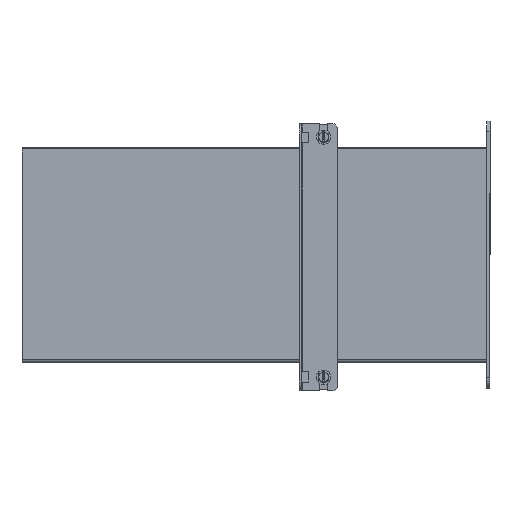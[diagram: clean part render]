
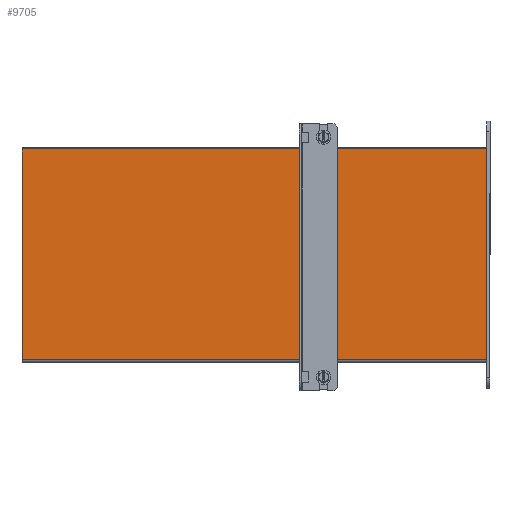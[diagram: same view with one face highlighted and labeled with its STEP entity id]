
A CAD part, left-side view. The second image highlights one B-rep face of the part: STEP entity #9705.
In plain terms, the highlighted planar face has unit normal (-1, 0, 0).
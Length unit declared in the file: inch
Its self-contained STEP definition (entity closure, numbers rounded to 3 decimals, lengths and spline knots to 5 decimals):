
#40 = ORIENTED_EDGE ( 'NONE', *, *, #3728, .T. ) ;
#549 = CARTESIAN_POINT ( 'NONE',  ( 0., 8.375, 7.688 ) ) ;
#929 = CARTESIAN_POINT ( 'NONE',  ( 0., -8.375, 0.108 ) ) ;
#1749 = CARTESIAN_POINT ( 'NONE',  ( 0., 8.375, 7.688 ) ) ;
#1950 = ORIENTED_EDGE ( 'NONE', *, *, #2352, .T. ) ;
#2352 = EDGE_CURVE ( 'NONE', #8558, #3492, #11803, .T. ) ;
#3492 = VERTEX_POINT ( 'NONE', #10823 ) ;
#3728 = EDGE_CURVE ( 'NONE', #9145, #8558, #8652, .T. ) ;
#4052 = DIRECTION ( 'NONE',  ( 0., 1., 0. ) ) ;
#4254 = ORIENTED_EDGE ( 'NONE', *, *, #10385, .T. ) ;
#4831 = EDGE_CURVE ( 'NONE', #3492, #6051, #11930, .T. ) ;
#5010 = CARTESIAN_POINT ( 'NONE',  ( 0., 8.375, 7.688 ) ) ;
#5327 = VECTOR ( 'NONE', #4052, 39.37008 ) ;
#5738 = VECTOR ( 'NONE', #12604, 39.37008 ) ;
#5961 = CARTESIAN_POINT ( 'NONE',  ( 0., -8.375, 7.688 ) ) ;
#6051 = VERTEX_POINT ( 'NONE', #5010 ) ;
#6931 = ORIENTED_EDGE ( 'NONE', *, *, #4831, .T. ) ;
#7452 = FACE_OUTER_BOUND ( 'NONE', #8293, .T. ) ;
#7578 = DIRECTION ( 'NONE',  ( 0., 0., 1. ) ) ;
#7752 = DIRECTION ( 'NONE',  ( 0., 0., 1. ) ) ;
#8293 = EDGE_LOOP ( 'NONE', ( #4254, #40, #1950, #6931 ) ) ;
#8558 = VERTEX_POINT ( 'NONE', #929 ) ;
#8652 = LINE ( 'NONE', #11481, #5738 ) ;
#9145 = VERTEX_POINT ( 'NONE', #12057 ) ;
#9607 = PLANE ( 'NONE',  #10852 ) ;
#9705 = ADVANCED_FACE ( 'NONE', ( #7452 ), #9607, .T. ) ;
#10385 = EDGE_CURVE ( 'NONE', #6051, #9145, #11774, .T. ) ;
#10740 = VECTOR ( 'NONE', #7752, 39.37008 ) ;
#10823 = CARTESIAN_POINT ( 'NONE',  ( 0., -8.375, 7.688 ) ) ;
#10852 = AXIS2_PLACEMENT_3D ( 'NONE', #549, #11636, #7578 ) ;
#11481 = CARTESIAN_POINT ( 'NONE',  ( 0., 8.375, 0.108 ) ) ;
#11636 = DIRECTION ( 'NONE',  ( -1., 0., 0. ) ) ;
#11654 = CARTESIAN_POINT ( 'NONE',  ( 0., 8.375, 7.688 ) ) ;
#11774 = LINE ( 'NONE', #11654, #12968 ) ;
#11803 = LINE ( 'NONE', #5961, #10740 ) ;
#11930 = LINE ( 'NONE', #1749, #5327 ) ;
#12057 = CARTESIAN_POINT ( 'NONE',  ( 0., 8.375, 0.108 ) ) ;
#12604 = DIRECTION ( 'NONE',  ( 0., -1., 0. ) ) ;
#12653 = DIRECTION ( 'NONE',  ( 0., 0., -1. ) ) ;
#12968 = VECTOR ( 'NONE', #12653, 39.37008 ) ;
